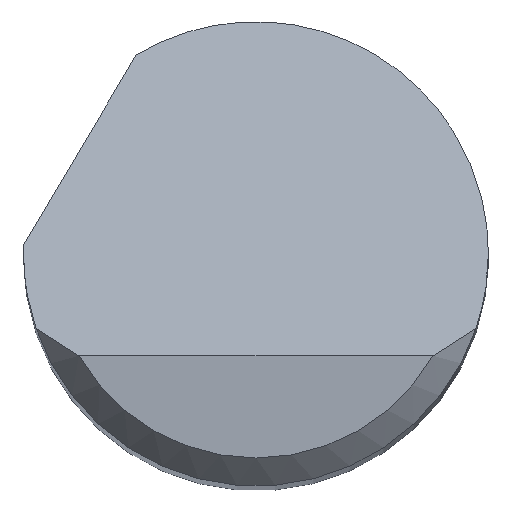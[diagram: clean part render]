
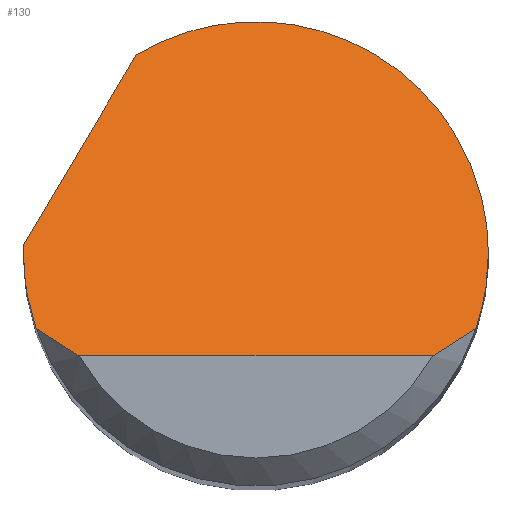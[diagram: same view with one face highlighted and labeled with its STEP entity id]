
A CAD part, top view. The second image highlights one B-rep face of the part: STEP entity #130.
In plain terms, the highlighted planar face has unit normal (0, 0.707, 0.707).
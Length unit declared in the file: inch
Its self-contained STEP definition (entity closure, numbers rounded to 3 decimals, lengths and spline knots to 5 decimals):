
#3 = CARTESIAN_POINT ( 'NONE',  ( 0.125, 0., 1.945 ) ) ;
#15 = LINE ( 'NONE', #388, #20 ) ;
#20 = VECTOR ( 'NONE', #22, 39.37008 ) ;
#22 = DIRECTION ( 'NONE',  ( 1., 0., 0. ) ) ;
#23 = EDGE_CURVE ( 'NONE', #211, #582, #133, .T. ) ;
#24 = DIRECTION ( 'NONE',  ( 0., -0.707, -0.707 ) ) ;
#28 = CARTESIAN_POINT ( 'NONE',  ( -0.125, 0.00167, 1.94333 ) ) ;
#29 = FACE_OUTER_BOUND ( 'NONE', #251, .T. ) ;
#52 = CARTESIAN_POINT ( 'NONE',  ( -0.11843, -0.04, 1.985 ) ) ;
#73 = ORIENTED_EDGE ( 'NONE', *, *, #601, .F. ) ;
#91 = CARTESIAN_POINT ( 'NONE',  ( -0.125, -0.055, 2. ) ) ;
#113 = VERTEX_POINT ( 'NONE', #244 ) ;
#130 = ADVANCED_FACE ( 'NONE', ( #29 ), #603, .F. ) ;
#133 =( BOUNDED_CURVE ( )  B_SPLINE_CURVE ( 3, ( #3, #421, #496, #794 ),
 .UNSPECIFIED., .F., .T. ) 
 B_SPLINE_CURVE_WITH_KNOTS ( ( 4, 4 ),
 ( 1.5708, 1.89653 ),
 .UNSPECIFIED. ) 
 CURVE ( )  GEOMETRIC_REPRESENTATION_ITEM ( )  RATIONAL_B_SPLINE_CURVE ( ( 1., 0.991, 0.991, 1. ) ) 
 REPRESENTATION_ITEM ( '' )  );
#150 = VERTEX_POINT ( 'NONE', #302 ) ;
#151 = EDGE_CURVE ( 'NONE', #177, #789, #596, .T. ) ;
#166 = CARTESIAN_POINT ( 'NONE',  ( -0.125, 0., 1.945 ) ) ;
#171 = DIRECTION ( 'NONE',  ( 0., 0.707, -0.707 ) ) ;
#177 = VERTEX_POINT ( 'NONE', #52 ) ;
#179 = CARTESIAN_POINT ( 'NONE',  ( 0.09526, -0.055, 2. ) ) ;
#211 = VERTEX_POINT ( 'NONE', #922 ) ;
#227 = CARTESIAN_POINT ( 'NONE',  ( 0.11843, -0.04, 1.985 ) ) ;
#234 = AXIS2_PLACEMENT_3D ( 'NONE', #91, #24, #171 ) ;
#240 = CARTESIAN_POINT ( 'NONE',  ( 0.125, 0., 1.945 ) ) ;
#244 = CARTESIAN_POINT ( 'NONE',  ( -0.06437, 0.10715, 1.83785 ) ) ;
#251 = EDGE_LOOP ( 'NONE', ( #894, #761, #381, #685, #255, #73, #869, #737 ) ) ;
#252 = CARTESIAN_POINT ( 'NONE',  ( -0.11843, -0.04, 1.985 ) ) ;
#255 = ORIENTED_EDGE ( 'NONE', *, *, #542, .F. ) ;
#256 = CARTESIAN_POINT ( 'NONE',  ( -0.125, 0., 1.945 ) ) ;
#302 = CARTESIAN_POINT ( 'NONE',  ( -0.125, 0., 1.945 ) ) ;
#308 = CARTESIAN_POINT ( 'NONE',  ( -0.15516, -0.04606, 1.99106 ) ) ;
#313 = CARTESIAN_POINT ( 'NONE',  ( -0.06437, 0.10715, 1.83785 ) ) ;
#315 = EDGE_CURVE ( 'NONE', #733, #582, #609, .T. ) ;
#317 = CARTESIAN_POINT ( 'NONE',  ( -0.1249, 0.005, 1.94 ) ) ;
#333 = CARTESIAN_POINT ( 'NONE',  ( 0.11107, -0.04528, 1.99028 ) ) ;
#381 = ORIENTED_EDGE ( 'NONE', *, *, #23, .F. ) ;
#388 = CARTESIAN_POINT ( 'NONE',  ( 0., -0.055, 2. ) ) ;
#392 = DIRECTION ( 'NONE',  ( 0.386, 0.652, -0.652 ) ) ;
#421 = CARTESIAN_POINT ( 'NONE',  ( 0.125, -0.01363, 1.95863 ) ) ;
#459 =( BOUNDED_CURVE ( )  B_SPLINE_CURVE ( 3, ( #166, #28, #590, #744 ),
 .UNSPECIFIED., .F., .T. ) 
 B_SPLINE_CURVE_WITH_KNOTS ( ( 4, 4 ),
 ( 4.71239, 4.7524 ),
 .UNSPECIFIED. ) 
 CURVE ( )  GEOMETRIC_REPRESENTATION_ITEM ( )  RATIONAL_B_SPLINE_CURVE ( ( 1., 1., 1., 1. ) ) 
 REPRESENTATION_ITEM ( '' )  );
#470 = CARTESIAN_POINT ( 'NONE',  ( -0.09526, -0.055, 2. ) ) ;
#484 = EDGE_CURVE ( 'NONE', #113, #211, #490, .T. ) ;
#490 =( BOUNDED_CURVE ( )  B_SPLINE_CURVE ( 3, ( #313, #830, #901, #240 ),
 .UNSPECIFIED., .F., .T. ) 
 B_SPLINE_CURVE_WITH_KNOTS ( ( 4, 4 ),
 ( 5.74227, 7.85398 ),
 .UNSPECIFIED. ) 
 CURVE ( )  GEOMETRIC_REPRESENTATION_ITEM ( )  RATIONAL_B_SPLINE_CURVE ( ( 1., 0.662, 0.662, 1. ) ) 
 REPRESENTATION_ITEM ( '' )  );
#496 = CARTESIAN_POINT ( 'NONE',  ( 0.12279, -0.02708, 1.97208 ) ) ;
#542 = EDGE_CURVE ( 'NONE', #802, #113, #602, .T. ) ;
#557 = CARTESIAN_POINT ( 'NONE',  ( 0.09526, -0.055, 2. ) ) ;
#582 = VERTEX_POINT ( 'NONE', #227 ) ;
#590 = CARTESIAN_POINT ( 'NONE',  ( -0.12497, 0.00333, 1.94167 ) ) ;
#591 = CARTESIAN_POINT ( 'NONE',  ( -0.11107, -0.04528, 1.99028 ) ) ;
#593 = CARTESIAN_POINT ( 'NONE',  ( -0.09526, -0.055, 2. ) ) ;
#596 = B_SPLINE_CURVE_WITH_KNOTS ( 'NONE', 3,
 ( #885, #591, #597, #470 ),
 .UNSPECIFIED., .F., .F.,
 ( 4, 4 ),
 ( 0., 0.0008 ),
 .UNSPECIFIED. ) ;
#597 = CARTESIAN_POINT ( 'NONE',  ( -0.10339, -0.05031, 1.99531 ) ) ;
#601 = EDGE_CURVE ( 'NONE', #150, #802, #459, .T. ) ;
#602 = LINE ( 'NONE', #308, #638 ) ;
#603 = PLANE ( 'NONE',  #234 ) ;
#609 = B_SPLINE_CURVE_WITH_KNOTS ( 'NONE', 3,
 ( #557, #622, #333, #704 ),
 .UNSPECIFIED., .F., .F.,
 ( 4, 4 ),
 ( 0., 0.0008 ),
 .UNSPECIFIED. ) ;
#622 = CARTESIAN_POINT ( 'NONE',  ( 0.10339, -0.05031, 1.99531 ) ) ;
#625 = CARTESIAN_POINT ( 'NONE',  ( -0.125, -0.01363, 1.95863 ) ) ;
#638 = VECTOR ( 'NONE', #392, 39.37008 ) ;
#685 = ORIENTED_EDGE ( 'NONE', *, *, #484, .F. ) ;
#704 = CARTESIAN_POINT ( 'NONE',  ( 0.11843, -0.04, 1.985 ) ) ;
#733 = VERTEX_POINT ( 'NONE', #179 ) ;
#737 = ORIENTED_EDGE ( 'NONE', *, *, #151, .T. ) ;
#744 = CARTESIAN_POINT ( 'NONE',  ( -0.1249, 0.005, 1.94 ) ) ;
#755 =( BOUNDED_CURVE ( )  B_SPLINE_CURVE ( 3, ( #252, #762, #625, #256 ),
 .UNSPECIFIED., .F., .T. ) 
 B_SPLINE_CURVE_WITH_KNOTS ( ( 4, 4 ),
 ( 4.38666, 4.71239 ),
 .UNSPECIFIED. ) 
 CURVE ( )  GEOMETRIC_REPRESENTATION_ITEM ( )  RATIONAL_B_SPLINE_CURVE ( ( 1., 0.991, 0.991, 1. ) ) 
 REPRESENTATION_ITEM ( '' )  );
#761 = ORIENTED_EDGE ( 'NONE', *, *, #315, .T. ) ;
#762 = CARTESIAN_POINT ( 'NONE',  ( -0.12279, -0.02708, 1.97208 ) ) ;
#789 = VERTEX_POINT ( 'NONE', #593 ) ;
#794 = CARTESIAN_POINT ( 'NONE',  ( 0.11843, -0.04, 1.985 ) ) ;
#802 = VERTEX_POINT ( 'NONE', #317 ) ;
#806 = EDGE_CURVE ( 'NONE', #789, #733, #15, .T. ) ;
#830 = CARTESIAN_POINT ( 'NONE',  ( 0.0296, 0.1636, 1.7814 ) ) ;
#869 = ORIENTED_EDGE ( 'NONE', *, *, #888, .F. ) ;
#885 = CARTESIAN_POINT ( 'NONE',  ( -0.11843, -0.04, 1.985 ) ) ;
#888 = EDGE_CURVE ( 'NONE', #177, #150, #755, .T. ) ;
#894 = ORIENTED_EDGE ( 'NONE', *, *, #806, .T. ) ;
#901 = CARTESIAN_POINT ( 'NONE',  ( 0.125, 0.10961, 1.83539 ) ) ;
#922 = CARTESIAN_POINT ( 'NONE',  ( 0.125, 0., 1.945 ) ) ;
